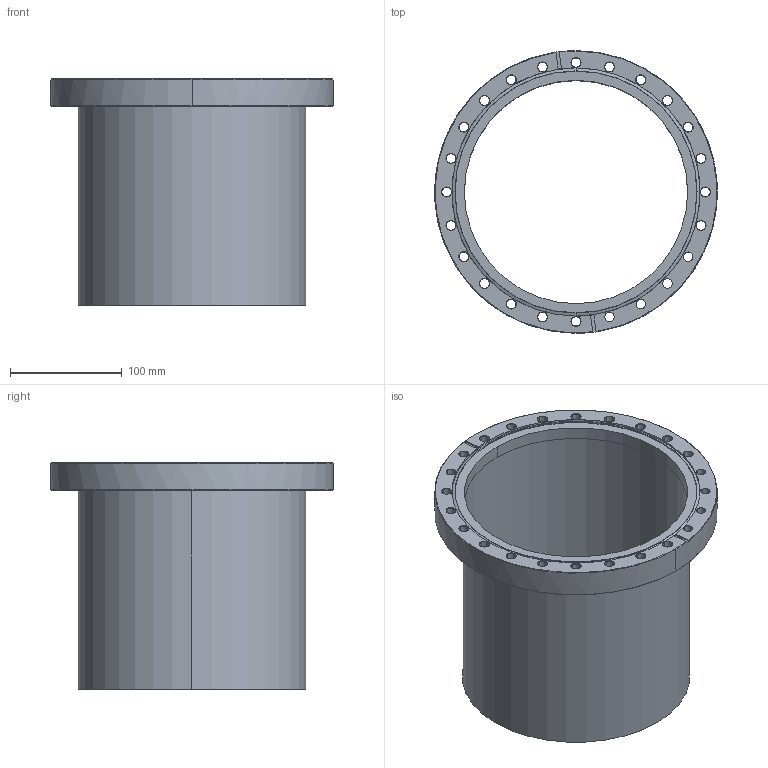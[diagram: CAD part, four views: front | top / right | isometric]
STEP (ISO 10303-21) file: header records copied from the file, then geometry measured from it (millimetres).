
FILE_DESCRIPTION (( 'STEP AP214' ), '1' );
FILE_NAME ('Hositrad_FO200-204-HalfNipple.STEP', '2017-05-08T08:13:10', ( 'Gebruiker' ), ( '' ), 'SwSTEP 2.0', 'SolidWorks 2017', '' );
FILE_SCHEMA (( 'AUTOMOTIVE_DESIGN' ));
Length unit declared in the file: millimetre
Products named in the file (3): FO-tubes-all_FO200-204; Hositrad_FO200-204-HalfNipple; NW200CF-Weld_-203
Assembly tree (2 placements, depth 2):
  Hositrad_FO200-204-HalfNipple
    FO-tubes-all_FO200-204
    NW200CF-Weld_-203
Bounding box: 253.2 x 253.2 x 203.2 mm (x, y, z)
Volume: 651986.8 mm3; surface area: 330548.6 mm2
Topology: 2 solids, 2 shells, 162 faces, 384 edges, 227 vertices
Faces by surface type: cone 89, cylinder 60, plane 13
Entity records: 4887 total; most frequent: DIRECTION 931, CARTESIAN_POINT 790, ORIENTED_EDGE 768, AXIS2_PLACEMENT_3D 384, EDGE_CURVE 384, VERTEX_POINT 227, CIRCLE 217, EDGE_LOOP 215
